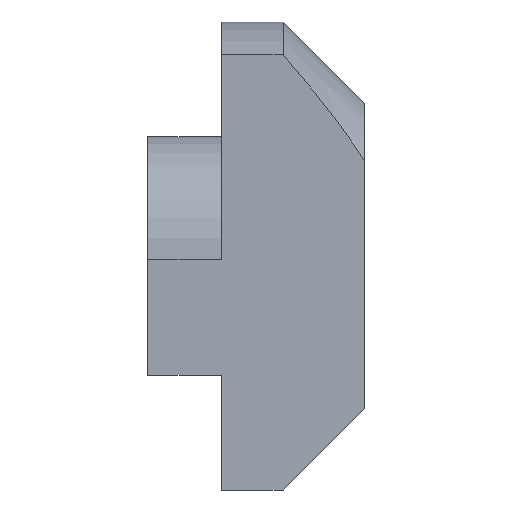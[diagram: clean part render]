
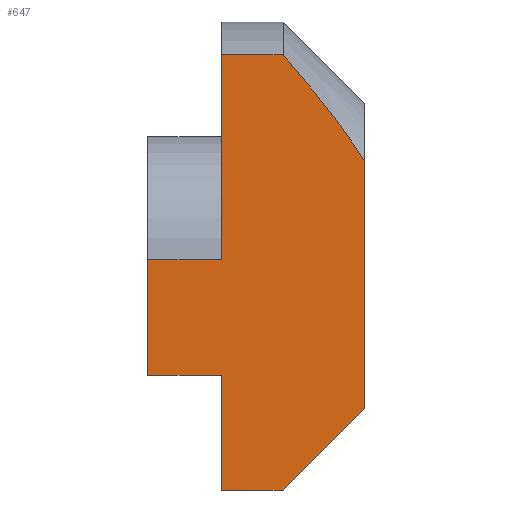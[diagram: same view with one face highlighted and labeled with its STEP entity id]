
A CAD part, left-side view. The second image highlights one B-rep face of the part: STEP entity #647.
In plain terms, the highlighted planar face has unit normal (-1, 0, 0).
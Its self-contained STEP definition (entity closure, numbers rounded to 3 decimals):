
#14 = DIRECTION ( 'NONE',  ( 0., 0., -1. ) ) ;
#16 = CARTESIAN_POINT ( 'NONE',  ( -4.85, 0., -0.15 ) ) ;
#20 = CARTESIAN_POINT ( 'NONE',  ( -4.85, 8.8, 0. ) ) ;
#34 = VECTOR ( 'NONE', #399, 1000. ) ;
#37 = DIRECTION ( 'NONE',  ( 0., 0., 1. ) ) ;
#60 = B_SPLINE_CURVE_WITH_KNOTS ( 'NONE', 3,
 ( #419, #662, #522, #369 ),
 .UNSPECIFIED., .F., .F.,
 ( 4, 4 ),
 ( 0., 1. ),
 .UNSPECIFIED. ) ;
#63 = CARTESIAN_POINT ( 'NONE',  ( -4.85, 0., -6.2 ) ) ;
#69 = LINE ( 'NONE', #614, #489 ) ;
#72 = CARTESIAN_POINT ( 'NONE',  ( -4.85, 8.8, -4.85 ) ) ;
#77 = CARTESIAN_POINT ( 'NONE',  ( -4.85, 3.3, -9.5 ) ) ;
#90 = CARTESIAN_POINT ( 'NONE',  ( -4.85, 5.8, -4.85 ) ) ;
#92 = ORIENTED_EDGE ( 'NONE', *, *, #481, .T. ) ;
#97 = VERTEX_POINT ( 'NONE', #398 ) ;
#108 = CARTESIAN_POINT ( 'NONE',  ( -4.85, 0., 3.862 ) ) ;
#119 = CARTESIAN_POINT ( 'NONE',  ( -4.85, 5.8, 7.578 ) ) ;
#120 = VECTOR ( 'NONE', #337, 1000. ) ;
#123 = LINE ( 'NONE', #302, #665 ) ;
#124 = VERTEX_POINT ( 'NONE', #63 ) ;
#128 = CARTESIAN_POINT ( 'NONE',  ( -4.85, 0., -9.5 ) ) ;
#146 = EDGE_CURVE ( 'NONE', #666, #269, #673, .T. ) ;
#147 = VECTOR ( 'NONE', #242, 1000. ) ;
#153 = DIRECTION ( 'NONE',  ( 0., 0., -1. ) ) ;
#159 = EDGE_LOOP ( 'NONE', ( #220, #434, #92, #525, #166, #294, #646, #656, #219, #657, #301 ) ) ;
#166 = ORIENTED_EDGE ( 'NONE', *, *, #612, .T. ) ;
#184 = CARTESIAN_POINT ( 'NONE',  ( -4.85, 0.865, 5.152 ) ) ;
#185 = VECTOR ( 'NONE', #556, 1000. ) ;
#193 = CARTESIAN_POINT ( 'NONE',  ( -4.85, 5.8, -9.5 ) ) ;
#197 = CARTESIAN_POINT ( 'NONE',  ( -4.85, 5.8, 8.169 ) ) ;
#201 = FACE_OUTER_BOUND ( 'NONE', #159, .T. ) ;
#206 = PLANE ( 'NONE',  #389 ) ;
#215 = EDGE_CURVE ( 'NONE', #469, #97, #530, .T. ) ;
#216 = LINE ( 'NONE', #128, #120 ) ;
#219 = ORIENTED_EDGE ( 'NONE', *, *, #617, .T. ) ;
#220 = ORIENTED_EDGE ( 'NONE', *, *, #564, .T. ) ;
#231 = CARTESIAN_POINT ( 'NONE',  ( -4.85, 0., 3.862 ) ) ;
#242 = DIRECTION ( 'NONE',  ( 0., -1., 0. ) ) ;
#250 = LINE ( 'NONE', #607, #185 ) ;
#251 = DIRECTION ( 'NONE',  ( -1., 0., 0. ) ) ;
#254 = VERTEX_POINT ( 'NONE', #640 ) ;
#257 = CARTESIAN_POINT ( 'NONE',  ( -4.85, 0., 7.578 ) ) ;
#269 = VERTEX_POINT ( 'NONE', #193 ) ;
#270 = CARTESIAN_POINT ( 'NONE',  ( -4.85, 2.797, 7.578 ) ) ;
#290 = EDGE_CURVE ( 'NONE', #353, #597, #250, .T. ) ;
#294 = ORIENTED_EDGE ( 'NONE', *, *, #435, .T. ) ;
#301 = ORIENTED_EDGE ( 'NONE', *, *, #326, .F. ) ;
#302 = CARTESIAN_POINT ( 'NONE',  ( -4.85, 0., 0. ) ) ;
#326 = EDGE_CURVE ( 'NONE', #479, #469, #643, .T. ) ;
#330 = VECTOR ( 'NONE', #14, 1000. ) ;
#337 = DIRECTION ( 'NONE',  ( 0., -1., 0. ) ) ;
#341 = VECTOR ( 'NONE', #390, 1000. ) ;
#353 = VERTEX_POINT ( 'NONE', #510 ) ;
#362 = DIRECTION ( 'NONE',  ( 0., -0.707, 0.707 ) ) ;
#369 = CARTESIAN_POINT ( 'NONE',  ( -4.85, 3.3, 8.169 ) ) ;
#389 = AXIS2_PLACEMENT_3D ( 'NONE', #257, #251, #37 ) ;
#390 = DIRECTION ( 'NONE',  ( 0., -1., 0. ) ) ;
#398 = CARTESIAN_POINT ( 'NONE',  ( -4.85, 5.8, -0.15 ) ) ;
#399 = DIRECTION ( 'NONE',  ( 0., 0., 1. ) ) ;
#410 = VECTOR ( 'NONE', #362, 1000. ) ;
#419 = CARTESIAN_POINT ( 'NONE',  ( -4.85, 2.797, 7.578 ) ) ;
#431 = LINE ( 'NONE', #511, #410 ) ;
#434 = ORIENTED_EDGE ( 'NONE', *, *, #146, .T. ) ;
#435 = EDGE_CURVE ( 'NONE', #477, #254, #594, .T. ) ;
#449 = LINE ( 'NONE', #659, #147 ) ;
#469 = VERTEX_POINT ( 'NONE', #490 ) ;
#475 = CARTESIAN_POINT ( 'NONE',  ( -4.85, 1.807, 6.383 ) ) ;
#477 = VERTEX_POINT ( 'NONE', #231 ) ;
#479 = VERTEX_POINT ( 'NONE', #72 ) ;
#481 = EDGE_CURVE ( 'NONE', #269, #595, #216, .T. ) ;
#489 = VECTOR ( 'NONE', #153, 1000. ) ;
#490 = CARTESIAN_POINT ( 'NONE',  ( -4.85, 8.8, -0.15 ) ) ;
#510 = CARTESIAN_POINT ( 'NONE',  ( -4.85, 3.3, 8.169 ) ) ;
#511 = CARTESIAN_POINT ( 'NONE',  ( -4.85, 3.3, -9.5 ) ) ;
#522 = CARTESIAN_POINT ( 'NONE',  ( -4.85, 3.126, 7.966 ) ) ;
#525 = ORIENTED_EDGE ( 'NONE', *, *, #631, .T. ) ;
#530 = LINE ( 'NONE', #16, #341 ) ;
#537 = CARTESIAN_POINT ( 'NONE',  ( -4.85, 2.297, 6.984 ) ) ;
#556 = DIRECTION ( 'NONE',  ( 0., 1., 0. ) ) ;
#564 = EDGE_CURVE ( 'NONE', #479, #666, #449, .T. ) ;
#594 = B_SPLINE_CURVE_WITH_KNOTS ( 'NONE', 3,
 ( #108, #626, #184, #475, #537, #270 ),
 .UNSPECIFIED., .F., .F.,
 ( 4, 2, 4 ),
 ( 0., 0.002, 0.005 ),
 .UNSPECIFIED. ) ;
#595 = VERTEX_POINT ( 'NONE', #77 ) ;
#597 = VERTEX_POINT ( 'NONE', #197 ) ;
#607 = CARTESIAN_POINT ( 'NONE',  ( -4.85, 0., 8.169 ) ) ;
#612 = EDGE_CURVE ( 'NONE', #124, #477, #123, .T. ) ;
#614 = CARTESIAN_POINT ( 'NONE',  ( -4.85, 5.8, 7.578 ) ) ;
#617 = EDGE_CURVE ( 'NONE', #597, #97, #69, .T. ) ;
#626 = CARTESIAN_POINT ( 'NONE',  ( -4.85, 0.411, 4.523 ) ) ;
#631 = EDGE_CURVE ( 'NONE', #595, #124, #431, .T. ) ;
#640 = CARTESIAN_POINT ( 'NONE',  ( -4.85, 2.797, 7.578 ) ) ;
#643 = LINE ( 'NONE', #20, #34 ) ;
#646 = ORIENTED_EDGE ( 'NONE', *, *, #671, .T. ) ;
#647 = ADVANCED_FACE ( 'NONE', ( #201 ), #206, .T. ) ;
#656 = ORIENTED_EDGE ( 'NONE', *, *, #290, .T. ) ;
#657 = ORIENTED_EDGE ( 'NONE', *, *, #215, .F. ) ;
#659 = CARTESIAN_POINT ( 'NONE',  ( -4.85, 0., -4.85 ) ) ;
#662 = CARTESIAN_POINT ( 'NONE',  ( -4.85, 2.959, 7.77 ) ) ;
#665 = VECTOR ( 'NONE', #670, 1000. ) ;
#666 = VERTEX_POINT ( 'NONE', #90 ) ;
#670 = DIRECTION ( 'NONE',  ( 0., 0., 1. ) ) ;
#671 = EDGE_CURVE ( 'NONE', #254, #353, #60, .T. ) ;
#673 = LINE ( 'NONE', #119, #330 ) ;
